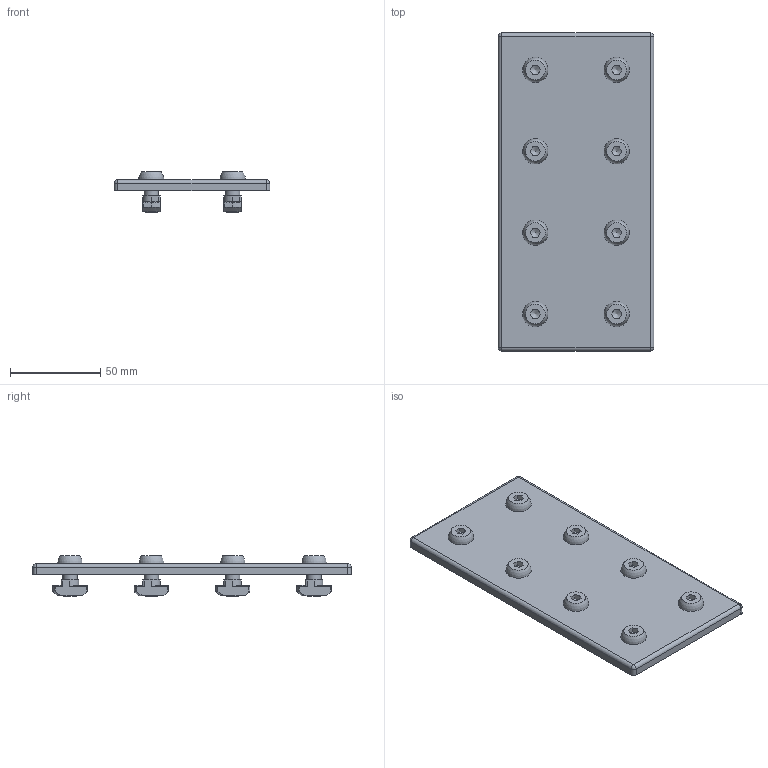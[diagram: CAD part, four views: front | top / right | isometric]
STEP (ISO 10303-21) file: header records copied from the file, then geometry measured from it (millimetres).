
FILE_DESCRIPTION(('STEP AP203'),'1');
FILE_NAME('FIXE10B1304.stp','2023-10-17T15:38:45',(' '),(' '),'Spatial InterOp 3D',' ',' ');
FILE_SCHEMA(('CONFIG_CONTROL_DESIGN'));
Length unit declared in the file: millimetre
Products named in the file (5): Kit de fixation; Vis BHC - M8x18; Ecrou tête rectangulaire 10 M8; Kit Plaque de connexion V8 90x180 - P1045; Plaque de connexion V8 90x180
Assembly tree (11 placements, depth 3):
  Kit Plaque de connexion V8 90x180 - P1045
    Kit de fixation  x8
      Vis BHC - M8x18
      Ecrou tête rectangulaire 10 M8
    Plaque de connexion V8 90x180
Bounding box: 86 x 176 x 22.4 mm (x, y, z)
Volume: 105710.1 mm3; surface area: 47757.3 mm2
Topology: 17 solids, 17 shells, 754 faces, 2120 edges, 1404 vertices
Faces by surface type: plane 606, cylinder 104, cone 16, bspline 16, sphere 12
Full cylindrical faces by diameter (mm): 6.8 x8, 8 x16, 9 x8
Entity records: 5562 total; most frequent: CARTESIAN_POINT 782, DIRECTION 659, ORIENTED_EDGE 604, EDGE_CURVE 302, PROPERTY_DEFINITION_REPRESENTATION 246, GENERAL_PROPERTY_ASSOCIATION 246, PROPERTY_DEFINITION 246, REPRESENTATION 246
